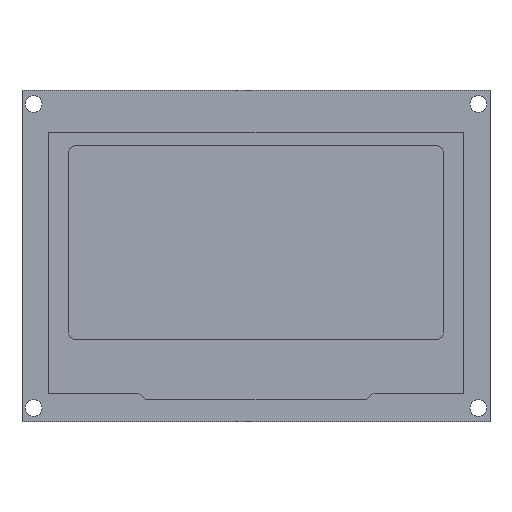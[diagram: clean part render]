
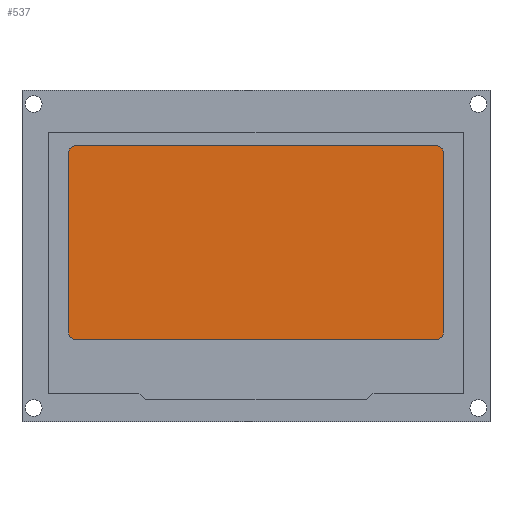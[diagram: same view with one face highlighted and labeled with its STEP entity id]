
A CAD part, top view. The second image highlights one B-rep face of the part: STEP entity #537.
In plain terms, the highlighted planar face has unit normal (0, 0, 1).
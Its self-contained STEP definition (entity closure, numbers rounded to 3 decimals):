
#41=PLANE('',#597);
#70=FACE_OUTER_BOUND('',#107,.T.);
#107=EDGE_LOOP('',(#462,#463,#464,#465,#466,#467,#468,#469));
#150=LINE('',#849,#206);
#154=LINE('',#861,#210);
#157=LINE('',#872,#213);
#160=LINE('',#881,#216);
#206=VECTOR('',#695,10.);
#210=VECTOR('',#707,10.);
#213=VECTOR('',#718,10.);
#216=VECTOR('',#729,10.);
#234=CIRCLE('',#582,1.);
#236=CIRCLE('',#586,1.);
#238=CIRCLE('',#590,1.);
#240=CIRCLE('',#594,1.);
#270=VERTEX_POINT('',#836);
#271=VERTEX_POINT('',#837);
#275=VERTEX_POINT('',#847);
#276=VERTEX_POINT('',#851);
#279=VERTEX_POINT('',#859);
#280=VERTEX_POINT('',#863);
#281=VERTEX_POINT('',#864);
#284=VERTEX_POINT('',#875);
#330=EDGE_CURVE('',#270,#271,#234,.T.);
#336=EDGE_CURVE('',#275,#271,#150,.T.);
#337=EDGE_CURVE('',#275,#276,#236,.T.);
#342=EDGE_CURVE('',#279,#276,#154,.T.);
#343=EDGE_CURVE('',#280,#281,#238,.T.);
#347=EDGE_CURVE('',#270,#281,#157,.T.);
#349=EDGE_CURVE('',#279,#284,#240,.T.);
#352=EDGE_CURVE('',#280,#284,#160,.T.);
#462=ORIENTED_EDGE('',*,*,#330,.T.);
#463=ORIENTED_EDGE('',*,*,#336,.F.);
#464=ORIENTED_EDGE('',*,*,#337,.T.);
#465=ORIENTED_EDGE('',*,*,#342,.F.);
#466=ORIENTED_EDGE('',*,*,#349,.T.);
#467=ORIENTED_EDGE('',*,*,#352,.F.);
#468=ORIENTED_EDGE('',*,*,#343,.T.);
#469=ORIENTED_EDGE('',*,*,#347,.F.);
#537=ADVANCED_FACE('',(#70),#41,.F.);
#582=AXIS2_PLACEMENT_3D('',#838,#685,#686);
#586=AXIS2_PLACEMENT_3D('',#852,#698,#699);
#590=AXIS2_PLACEMENT_3D('',#865,#710,#711);
#594=AXIS2_PLACEMENT_3D('',#876,#722,#723);
#597=AXIS2_PLACEMENT_3D('',#883,#731,#732);
#685=DIRECTION('center_axis',(0.,0.,1.));
#686=DIRECTION('ref_axis',(0.707,-0.707,0.));
#695=DIRECTION('',(0.,-1.,0.));
#698=DIRECTION('center_axis',(0.,0.,1.));
#699=DIRECTION('ref_axis',(0.707,0.707,0.));
#707=DIRECTION('',(1.,0.,0.));
#710=DIRECTION('center_axis',(0.,0.,1.));
#711=DIRECTION('ref_axis',(-0.707,-0.707,0.));
#718=DIRECTION('',(-1.,0.,0.));
#722=DIRECTION('center_axis',(0.,0.,1.));
#723=DIRECTION('ref_axis',(-0.707,0.707,0.));
#729=DIRECTION('',(0.,1.,0.));
#731=DIRECTION('center_axis',(0.,0.,-1.));
#732=DIRECTION('ref_axis',(-1.,0.,0.));
#836=CARTESIAN_POINT('',(27.,-12.5,3.));
#837=CARTESIAN_POINT('',(28.,-11.5,3.));
#838=CARTESIAN_POINT('Origin',(27.,-11.5,3.));
#847=CARTESIAN_POINT('',(28.,15.5,3.));
#849=CARTESIAN_POINT('',(28.,16.5,3.));
#851=CARTESIAN_POINT('',(27.,16.5,3.));
#852=CARTESIAN_POINT('Origin',(27.,15.5,3.));
#859=CARTESIAN_POINT('',(-27.,16.5,3.));
#861=CARTESIAN_POINT('',(-28.,16.5,3.));
#863=CARTESIAN_POINT('',(-28.,-11.5,3.));
#864=CARTESIAN_POINT('',(-27.,-12.5,3.));
#865=CARTESIAN_POINT('Origin',(-27.,-11.5,3.));
#872=CARTESIAN_POINT('',(28.,-12.5,3.));
#875=CARTESIAN_POINT('',(-28.,15.5,3.));
#876=CARTESIAN_POINT('Origin',(-27.,15.5,3.));
#881=CARTESIAN_POINT('',(-28.,-12.5,3.));
#883=CARTESIAN_POINT('Origin',(0.,2.,3.));
